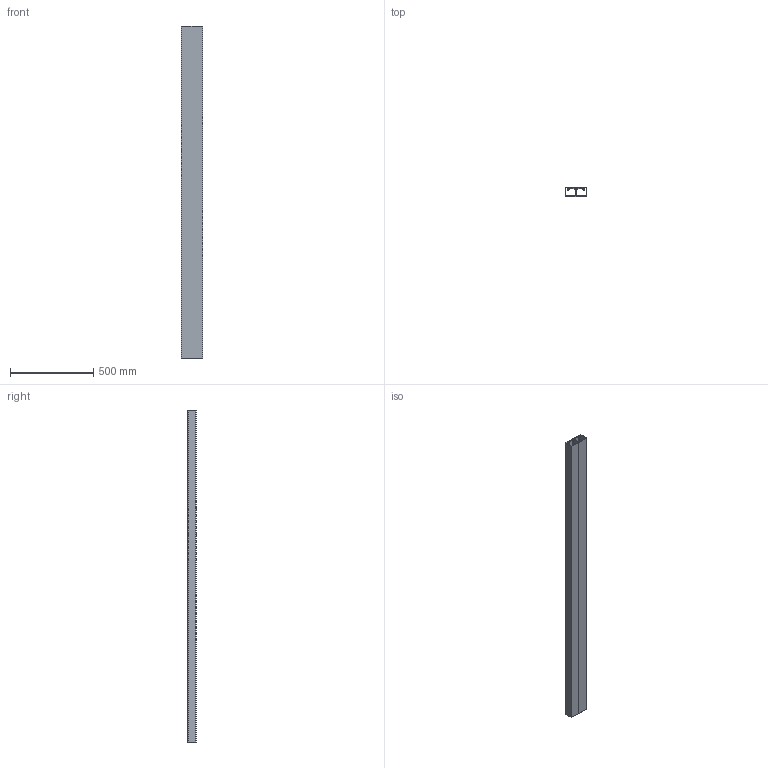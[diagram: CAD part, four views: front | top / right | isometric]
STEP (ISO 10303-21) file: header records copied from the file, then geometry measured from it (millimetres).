
FILE_DESCRIPTION (( 'STEP AP214' ), '1' );
FILE_NAME ('6112500.stp', '2016-04-28T06:49:21', ( '' ), ( '' ), 'SwSTEP 2.0', 'SolidWorks 2014', '' );
FILE_SCHEMA (( 'AUTOMOTIVE_DESIGN' ));
Length unit declared in the file: millimetre
Products named in the file (5): 070048_L=2000; 063500_L=2000; 070047_L=2000; 069968_L=2000; 6112500
Assembly tree (5 placements, depth 3):
  6112500
    069968_L=2000
    070048_L=2000  x2
      070047_L=2000
      063500_L=2000
Bounding box: 130 x 53 x 2000 mm (x, y, z)
Volume: 2301489.8 mm3; surface area: 2456506.4 mm2
Topology: 5 solids, 5 shells, 236 faces, 678 edges, 452 vertices
Faces by surface type: plane 170, cylinder 66
Entity records: 5671 total; most frequent: CARTESIAN_POINT 981, ORIENTED_EDGE 966, DIRECTION 941, EDGE_CURVE 483, LINE 377, VECTOR 377, VERTEX_POINT 322, AXIS2_PLACEMENT_3D 282
